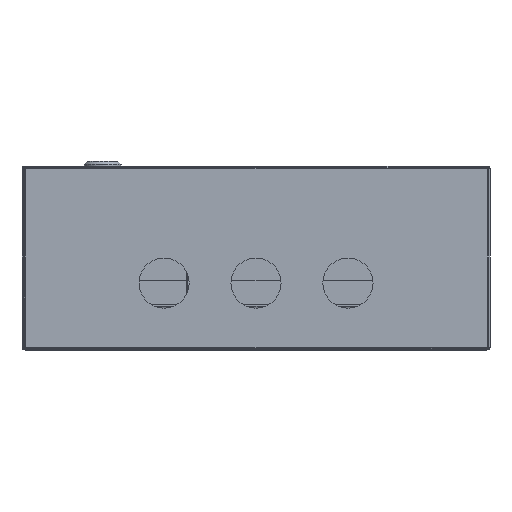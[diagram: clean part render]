
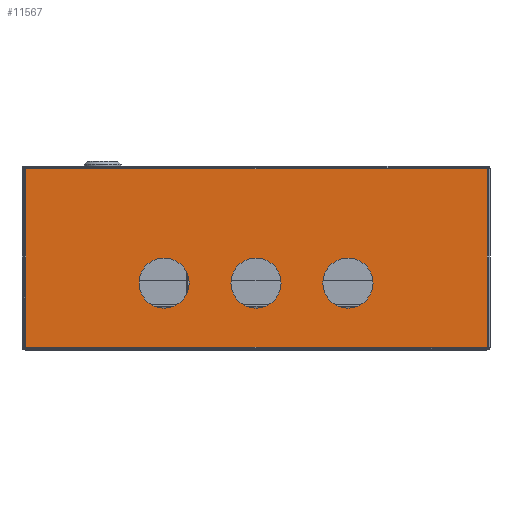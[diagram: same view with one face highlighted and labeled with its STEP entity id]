
A CAD part, front view. The second image highlights one B-rep face of the part: STEP entity #11567.
In plain terms, the highlighted planar face has unit normal (0, -1, 0).
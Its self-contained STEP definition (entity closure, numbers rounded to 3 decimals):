
#120 = ORIENTED_EDGE ( 'NONE', *, *, #439, .F. ) ;
#207 = CARTESIAN_POINT ( 'NONE',  ( -85., -180., -15. ) ) ;
#439 = EDGE_CURVE ( 'NONE', #21805, #7819, #25382, .T. ) ;
#639 = EDGE_CURVE ( 'NONE', #20441, #20194, #23701, .T. ) ;
#1193 = VECTOR ( 'NONE', #9044, 1000. ) ;
#1315 = CARTESIAN_POINT ( 'NONE',  ( -155., -180., -15. ) ) ;
#1429 = ORIENTED_EDGE ( 'NONE', *, *, #2388, .T. ) ;
#2281 = EDGE_CURVE ( 'NONE', #4704, #7819, #13846, .T. ) ;
#2388 = EDGE_CURVE ( 'NONE', #21805, #7027, #18574, .T. ) ;
#2562 = ORIENTED_EDGE ( 'NONE', *, *, #2281, .T. ) ;
#2568 = DIRECTION ( 'NONE',  ( 1., 0., 0. ) ) ;
#4367 = CIRCLE ( 'NONE', #26536, 15. ) ;
#4485 = FACE_BOUND ( 'NONE', #21096, .T. ) ;
#4704 = VERTEX_POINT ( 'NONE', #26974 ) ;
#4738 = VERTEX_POINT ( 'NONE', #6163 ) ;
#6163 = CARTESIAN_POINT ( 'NONE',  ( -125., -180., -15. ) ) ;
#6200 = CARTESIAN_POINT ( 'NONE',  ( -140., -180., -15. ) ) ;
#6503 = CARTESIAN_POINT ( 'NONE',  ( -1.6, -180., -53.4 ) ) ;
#6712 = FACE_BOUND ( 'NONE', #18834, .T. ) ;
#6744 = CARTESIAN_POINT ( 'NONE',  ( -140., -180., -15. ) ) ;
#7027 = VERTEX_POINT ( 'NONE', #18925 ) ;
#7434 = CIRCLE ( 'NONE', #19395, 15. ) ;
#7819 = VERTEX_POINT ( 'NONE', #17598 ) ;
#7890 = CIRCLE ( 'NONE', #9679, 15. ) ;
#7897 = ORIENTED_EDGE ( 'NONE', *, *, #23159, .F. ) ;
#8246 = FACE_OUTER_BOUND ( 'NONE', #10707, .T. ) ;
#8330 = CIRCLE ( 'NONE', #26045, 15. ) ;
#8378 = ORIENTED_EDGE ( 'NONE', *, *, #26460, .T. ) ;
#9044 = DIRECTION ( 'NONE',  ( 0., 0., -1. ) ) ;
#9511 = CARTESIAN_POINT ( 'NONE',  ( -70., -180., -15. ) ) ;
#9679 = AXIS2_PLACEMENT_3D ( 'NONE', #207, #12601, #12885 ) ;
#9697 = DIRECTION ( 'NONE',  ( 0., -1., 0. ) ) ;
#9821 = CARTESIAN_POINT ( 'NONE',  ( -0.6, -180., 53.4 ) ) ;
#10291 = DIRECTION ( 'NONE',  ( 0., 0., -1. ) ) ;
#10707 = EDGE_LOOP ( 'NONE', ( #120, #1429, #8378, #2562 ) ) ;
#10944 = CIRCLE ( 'NONE', #11373, 15. ) ;
#11125 = ORIENTED_EDGE ( 'NONE', *, *, #12103, .F. ) ;
#11373 = AXIS2_PLACEMENT_3D ( 'NONE', #6744, #11474, #2568 ) ;
#11474 = DIRECTION ( 'NONE',  ( 0., -1., 0. ) ) ;
#11567 = ADVANCED_FACE ( 'NONE', ( #12976, #6712, #4485, #8246 ), #27239, .F. ) ;
#11739 = AXIS2_PLACEMENT_3D ( 'NONE', #26737, #9697, #20246 ) ;
#11783 = DIRECTION ( 'NONE',  ( 0., -1., 0. ) ) ;
#12103 = EDGE_CURVE ( 'NONE', #16622, #23276, #7434, .T. ) ;
#12255 = VECTOR ( 'NONE', #10291, 1000. ) ;
#12525 = EDGE_CURVE ( 'NONE', #20194, #20441, #8330, .T. ) ;
#12601 = DIRECTION ( 'NONE',  ( 0., -1., 0. ) ) ;
#12885 = DIRECTION ( 'NONE',  ( -1., 0., 0. ) ) ;
#12976 = FACE_BOUND ( 'NONE', #15619, .T. ) ;
#13270 = ORIENTED_EDGE ( 'NONE', *, *, #12525, .F. ) ;
#13367 = CARTESIAN_POINT ( 'NONE',  ( -277.8, -180., 53.4 ) ) ;
#13846 = LINE ( 'NONE', #22191, #17180 ) ;
#14580 = CARTESIAN_POINT ( 'NONE',  ( -180., -180., -15. ) ) ;
#14633 = DIRECTION ( 'NONE',  ( 1., 0., 0. ) ) ;
#15194 = DIRECTION ( 'NONE',  ( 0., 1., 0. ) ) ;
#15619 = EDGE_LOOP ( 'NONE', ( #17363, #11125 ) ) ;
#16494 = DIRECTION ( 'NONE',  ( -1., 0., 0. ) ) ;
#16622 = VERTEX_POINT ( 'NONE', #20664 ) ;
#16924 = ORIENTED_EDGE ( 'NONE', *, *, #639, .F. ) ;
#17180 = VECTOR ( 'NONE', #21773, 1000. ) ;
#17363 = ORIENTED_EDGE ( 'NONE', *, *, #20509, .F. ) ;
#17598 = CARTESIAN_POINT ( 'NONE',  ( -1.6, -180., -53.4 ) ) ;
#17779 = CARTESIAN_POINT ( 'NONE',  ( -85., -180., -15. ) ) ;
#17907 = DIRECTION ( 'NONE',  ( -1., 0., 0. ) ) ;
#18574 = LINE ( 'NONE', #9821, #26888 ) ;
#18815 = CARTESIAN_POINT ( 'NONE',  ( -0.6, -180., 53.4 ) ) ;
#18834 = EDGE_LOOP ( 'NONE', ( #13270, #16924 ) ) ;
#18925 = CARTESIAN_POINT ( 'NONE',  ( -277.8, -180., 53.4 ) ) ;
#18984 = DIRECTION ( 'NONE',  ( 0., -1., 0. ) ) ;
#19395 = AXIS2_PLACEMENT_3D ( 'NONE', #17779, #11783, #17907 ) ;
#19435 = EDGE_CURVE ( 'NONE', #21786, #4738, #4367, .T. ) ;
#20194 = VERTEX_POINT ( 'NONE', #14580 ) ;
#20214 = CARTESIAN_POINT ( 'NONE',  ( -1.6, -180., 53.4 ) ) ;
#20246 = DIRECTION ( 'NONE',  ( 1., 0., 0. ) ) ;
#20441 = VERTEX_POINT ( 'NONE', #26733 ) ;
#20509 = EDGE_CURVE ( 'NONE', #23276, #16622, #7890, .T. ) ;
#20664 = CARTESIAN_POINT ( 'NONE',  ( -100., -180., -15. ) ) ;
#21004 = DIRECTION ( 'NONE',  ( 0., -1., 0. ) ) ;
#21096 = EDGE_LOOP ( 'NONE', ( #7897, #22221 ) ) ;
#21199 = DIRECTION ( 'NONE',  ( 1., 0., 0. ) ) ;
#21773 = DIRECTION ( 'NONE',  ( 1., 0., 0. ) ) ;
#21786 = VERTEX_POINT ( 'NONE', #1315 ) ;
#21805 = VERTEX_POINT ( 'NONE', #20214 ) ;
#22110 = AXIS2_PLACEMENT_3D ( 'NONE', #18815, #15194, #23649 ) ;
#22191 = CARTESIAN_POINT ( 'NONE',  ( -0.6, -180., -53.4 ) ) ;
#22221 = ORIENTED_EDGE ( 'NONE', *, *, #19435, .F. ) ;
#23159 = EDGE_CURVE ( 'NONE', #4738, #21786, #10944, .T. ) ;
#23276 = VERTEX_POINT ( 'NONE', #9511 ) ;
#23649 = DIRECTION ( 'NONE',  ( -1., 0., 0. ) ) ;
#23701 = CIRCLE ( 'NONE', #11739, 15. ) ;
#25299 = CARTESIAN_POINT ( 'NONE',  ( -195., -180., -15. ) ) ;
#25382 = LINE ( 'NONE', #6503, #12255 ) ;
#26045 = AXIS2_PLACEMENT_3D ( 'NONE', #25299, #21004, #14633 ) ;
#26239 = LINE ( 'NONE', #13367, #1193 ) ;
#26460 = EDGE_CURVE ( 'NONE', #7027, #4704, #26239, .T. ) ;
#26536 = AXIS2_PLACEMENT_3D ( 'NONE', #6200, #18984, #21199 ) ;
#26733 = CARTESIAN_POINT ( 'NONE',  ( -210., -180., -15. ) ) ;
#26737 = CARTESIAN_POINT ( 'NONE',  ( -195., -180., -15. ) ) ;
#26888 = VECTOR ( 'NONE', #16494, 1000. ) ;
#26974 = CARTESIAN_POINT ( 'NONE',  ( -277.8, -180., -53.4 ) ) ;
#27239 = PLANE ( 'NONE',  #22110 ) ;
